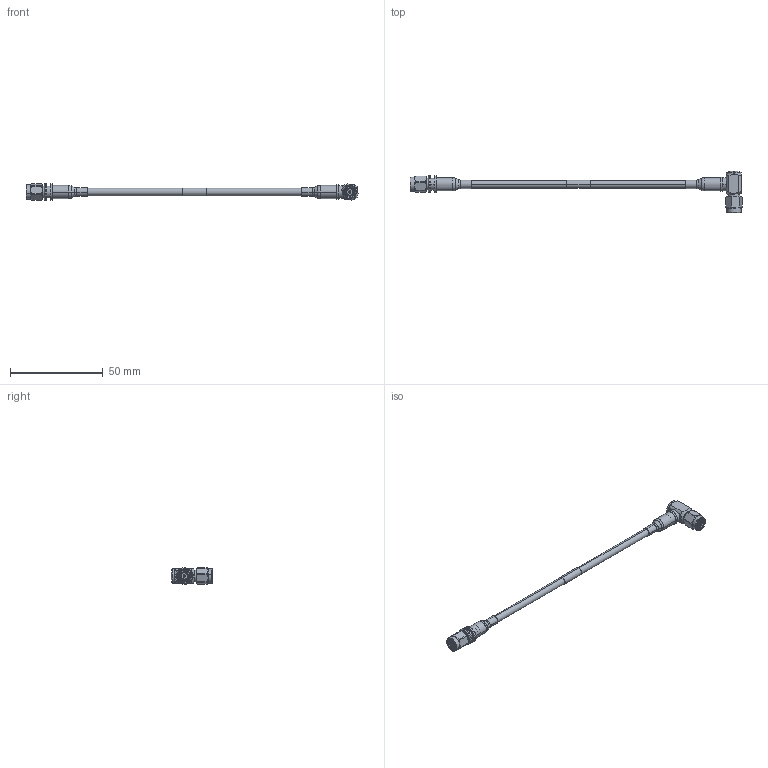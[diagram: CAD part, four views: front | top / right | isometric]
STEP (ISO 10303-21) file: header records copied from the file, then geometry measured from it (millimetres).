
FILE_DESCRIPTION (( 'STEP AP214' ), '1' );
FILE_NAME ('PE3C7977_3D.STEP', '2021-04-13T20:31:19', ( '' ), ( '' ), 'SwSTEP 2.0', 'SolidWorks 2020', '' );
FILE_SCHEMA (( 'AUTOMOTIVE_DESIGN' ));
Length unit declared in the file: inch
Products named in the file (5): TFT-402-MA1; TFT-402_WITH LABEL; TC-402-SM-LP-PE; PE3C7977_3D; TC-402-SM-RA-LP-PE
Assembly tree (5 placements, depth 2):
  PE3C7977_3D
    TFT-402_WITH LABEL
    TFT-402-MA1  x2
    TC-402-SM-LP-PE
    TC-402-SM-RA-LP-PE
Bounding box: 179.27 x 22.49 x 9.1 mm (x, y, z)
Volume: 4085.7 mm3; surface area: 5779.5 mm2
Topology: 5 solids, 7 shells, 341 faces, 740 edges, 446 vertices
Faces by surface type: cylinder 132, cone 110, plane 75, torus 24
Entity records: 9321 total; most frequent: CARTESIAN_POINT 1852, DIRECTION 1678, ORIENTED_EDGE 1392, AXIS2_PLACEMENT_3D 707, EDGE_CURVE 696, VERTEX_POINT 422, CIRCLE 380, EDGE_LOOP 362
